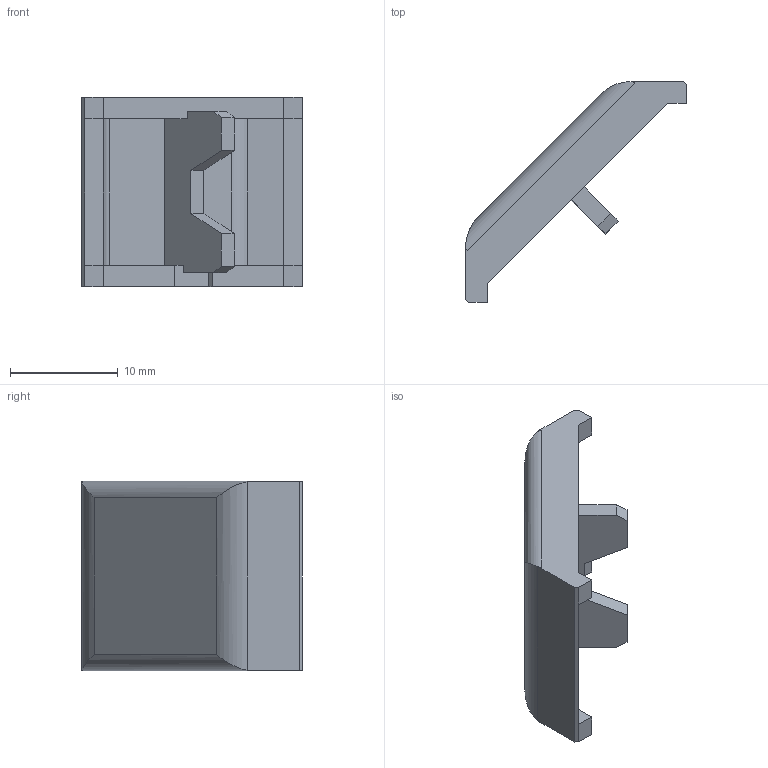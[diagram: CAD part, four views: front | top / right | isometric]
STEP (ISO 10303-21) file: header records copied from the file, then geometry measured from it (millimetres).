
FILE_DESCRIPTION(/* description */ (''),/* implementation_level */ '2;1');
FILE_NAME(/* name */ '123001',/* time_stamp */ '2014-10-06T12:21:42+02:00',/* author */ (''),/* organization */ (''),/* preprocessor_version */ 'ST-DEVELOPER v14',/* originating_system */ 'HiCAD 2013 1802.4 Build 509',/* authorisation */ '');
FILE_SCHEMA (('AUTOMOTIVE_DESIGN { 1 0 10303 214 1 1 1 1 }'));
Length unit declared in the file: millimetre
Products named in the file (2): Root; 123001AFDEKKAP HOEKSTUK 20X20 BASICBOIKON
Assembly tree (1 placements, depth 2):
  Root
    123001AFDEKKAP HOEKSTUK 20X20 BASICBOIKON
Bounding box: 20.51 x 20.51 x 17.6 mm (x, y, z)
Volume: 1420.6 mm3; surface area: 1654.2 mm2
Topology: 1 solids, 1 shells, 56 faces, 146 edges, 93 vertices
Faces by surface type: plane 50, cylinder 6
Entity records: 3732 total; most frequent: CARTESIAN_POINT 869, PRESENTATION_STYLE_ASSIGNMENT 293, COLOUR_RGB 293, DRAUGHTING_PRE_DEFINED_CURVE_FONT 292, CURVE_STYLE 292, OVER_RIDING_STYLED_ITEM 292, ORIENTED_EDGE 292, DIRECTION 270
